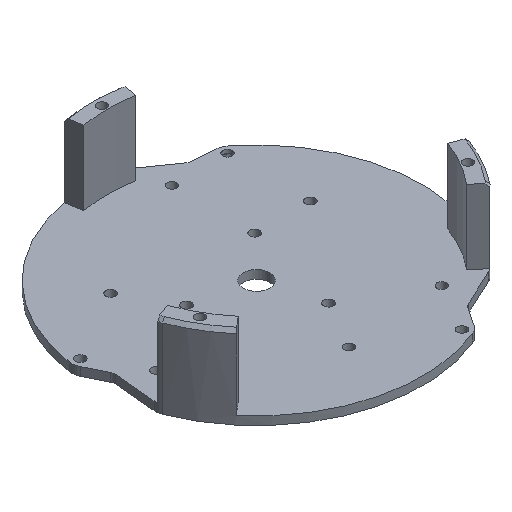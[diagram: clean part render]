
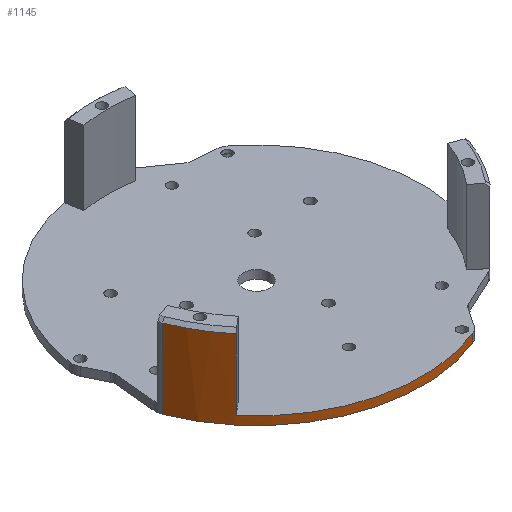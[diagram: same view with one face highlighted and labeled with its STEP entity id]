
A CAD part, isometric view. The second image highlights one B-rep face of the part: STEP entity #1145.
In plain terms, the highlighted cylindrical face has radius 49.338 mm (diameter 98.676 mm), a partial arc.
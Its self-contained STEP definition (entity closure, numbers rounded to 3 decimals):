
#15=CYLINDRICAL_SURFACE('',#1234,49.338);
#108=FACE_OUTER_BOUND('',#172,.T.);
#172=EDGE_LOOP('',(#812,#813,#814,#815,#816,#817));
#260=CIRCLE('',#1226,49.338);
#265=CIRCLE('',#1235,49.338);
#266=CIRCLE('',#1236,49.338);
#349=LINE('',#1783,#431);
#352=LINE('',#1789,#434);
#353=LINE('',#1793,#435);
#431=VECTOR('',#1399,10.);
#434=VECTOR('',#1404,10.);
#435=VECTOR('',#1407,10.);
#509=VERTEX_POINT('',#1757);
#512=VERTEX_POINT('',#1762);
#518=VERTEX_POINT('',#1782);
#520=VERTEX_POINT('',#1788);
#521=VERTEX_POINT('',#1790);
#522=VERTEX_POINT('',#1792);
#625=EDGE_CURVE('',#512,#509,#260,.T.);
#633=EDGE_CURVE('',#518,#509,#349,.T.);
#636=EDGE_CURVE('',#520,#512,#352,.T.);
#637=EDGE_CURVE('',#520,#521,#265,.T.);
#638=EDGE_CURVE('',#522,#521,#353,.T.);
#639=EDGE_CURVE('',#522,#518,#266,.T.);
#812=ORIENTED_EDGE('',*,*,#625,.F.);
#813=ORIENTED_EDGE('',*,*,#636,.F.);
#814=ORIENTED_EDGE('',*,*,#637,.T.);
#815=ORIENTED_EDGE('',*,*,#638,.F.);
#816=ORIENTED_EDGE('',*,*,#639,.T.);
#817=ORIENTED_EDGE('',*,*,#633,.T.);
#1145=ADVANCED_FACE('',(#108),#15,.T.);
#1226=AXIS2_PLACEMENT_3D('',#1764,#1381,#1382);
#1234=AXIS2_PLACEMENT_3D('',#1787,#1402,#1403);
#1235=AXIS2_PLACEMENT_3D('',#1791,#1405,#1406);
#1236=AXIS2_PLACEMENT_3D('',#1794,#1408,#1409);
#1381=DIRECTION('center_axis',(0.,0.,
1.));
#1382=DIRECTION('ref_axis',(-1.,0.,0.));
#1399=DIRECTION('',(0.,0.,1.));
#1402=DIRECTION('center_axis',(0.,0.,-1.));
#1403=DIRECTION('ref_axis',(-1.,0.,0.));
#1404=DIRECTION('',(0.,0.,1.));
#1405=DIRECTION('center_axis',(0.,0.,
1.));
#1406=DIRECTION('ref_axis',(1.,0.,0.));
#1407=DIRECTION('',(0.,0.,-1.));
#1408=DIRECTION('center_axis',(0.,0.,
-1.));
#1409=DIRECTION('ref_axis',(-1.,0.,0.));
#1757=CARTESIAN_POINT('',(-54.367,70.042,23.96));
#1762=CARTESIAN_POINT('',(-62.513,83.765,23.96));
#1764=CARTESIAN_POINT('Origin',(-16.573,101.757,23.96));
#1782=CARTESIAN_POINT('',(-54.367,70.042,2.96));
#1783=CARTESIAN_POINT('',(-54.367,70.042,2.96));
#1787=CARTESIAN_POINT('Origin',(-16.573,101.757,2.96));
#1788=CARTESIAN_POINT('',(-62.513,83.765,0.46));
#1789=CARTESIAN_POINT('',(-62.513,83.765,2.96));
#1790=CARTESIAN_POINT('',(1.86,55.992,0.46));
#1791=CARTESIAN_POINT('Origin',(-16.573,101.757,0.46));
#1792=CARTESIAN_POINT('',(1.86,55.992,2.96));
#1793=CARTESIAN_POINT('',(1.86,55.992,2.96));
#1794=CARTESIAN_POINT('Origin',(-16.573,101.757,2.96));
